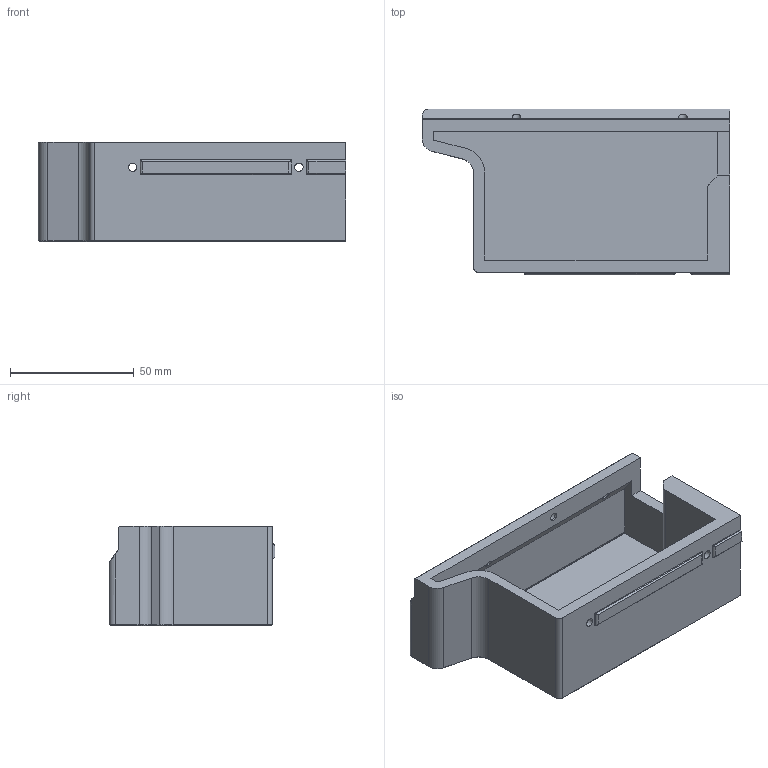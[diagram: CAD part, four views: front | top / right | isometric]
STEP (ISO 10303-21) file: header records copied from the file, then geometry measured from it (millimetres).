
FILE_DESCRIPTION(/* description */ (''),/* implementation_level */ '2;1');
FILE_NAME(/* name */ '300_Front_A.step',/* time_stamp */ '2024-06-12T21:13:18+02:00',/* author */ (''),/* organization */ (''),/* preprocessor_version */ 'ST-DEVELOPER v20',/* originating_system */ 'Autodesk Translation Framework v13.14.0.145',/* authorisation */ '');
FILE_SCHEMA (('AUTOMOTIVE_DESIGN { 1 0 10303 214 3 1 1 }'));
Length unit declared in the file: millimetre
Products named in the file (1): (Nicht gespeichert)
Bounding box: 124.1 x 67 x 40 mm (x, y, z)
Volume: 106542.1 mm3; surface area: 54733.6 mm2
Topology: 2 solids, 2 shells, 126 faces, 348 edges, 228 vertices
Faces by surface type: plane 82, cylinder 40, cone 4
Full cylindrical faces by diameter (mm): 3.3 x1, 3.4 x4, 4.7 x1, 6 x2
Entity records: 4069 total; most frequent: CARTESIAN_POINT 703, ORIENTED_EDGE 696, DIRECTION 696, EDGE_CURVE 348, LINE 254, VECTOR 254, VERTEX_POINT 228, AXIS2_PLACEMENT_3D 221
